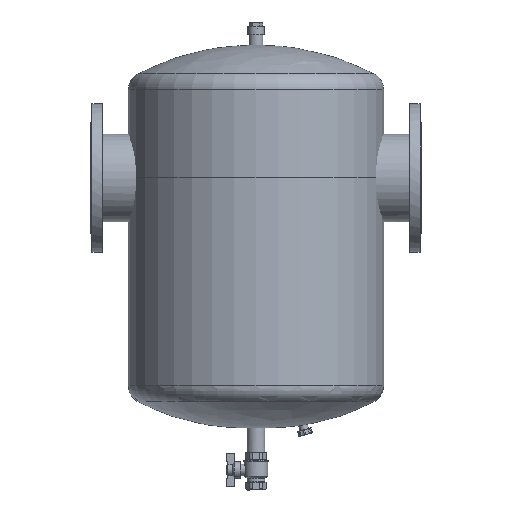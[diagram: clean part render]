
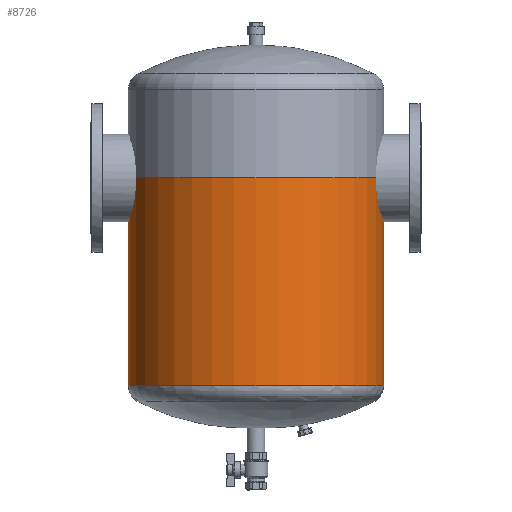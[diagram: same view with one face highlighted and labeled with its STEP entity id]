
A CAD part, front view. The second image highlights one B-rep face of the part: STEP entity #8726.
In plain terms, the highlighted cylindrical face has radius 245.5 mm (diameter 491 mm), a partial arc.
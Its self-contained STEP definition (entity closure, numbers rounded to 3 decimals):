
#8657=CARTESIAN_POINT('Vertex',(-245.5,0.,-399.415)) ;
#8664=CARTESIAN_POINT('Vertex',(245.5,0.,-399.415)) ;
#8684=CARTESIAN_POINT('Axis2P3D Location',(0.,0.,-399.415)) ;
#8696=CARTESIAN_POINT('Axis2P3D Location',(0.,0.,730.)) ;
#8701=CARTESIAN_POINT('Line Origine',(245.5,0.,730.)) ;
#8705=CARTESIAN_POINT('Vertex',(245.5,0.,0.)) ;
#8708=CARTESIAN_POINT('Axis2P3D Location',(0.,0.,0.)) ;
#8712=CARTESIAN_POINT('Vertex',(-245.5,0.,0.)) ;
#8715=CARTESIAN_POINT('Line Origine',(-245.5,0.,730.)) ;
#8703=VECTOR('Line Direction',#8702,1.) ;
#8717=VECTOR('Line Direction',#8716,1.) ;
#8685=DIRECTION('Axis2P3D Direction',(0.,0.,-1.)) ;
#8697=DIRECTION('Axis2P3D Direction',(0.,0.,-1.)) ;
#8698=DIRECTION('Axis2P3D XDirection',(0.,1.,0.)) ;
#8702=DIRECTION('Vector Direction',(0.,0.,-1.)) ;
#8709=DIRECTION('Axis2P3D Direction',(0.,0.,-1.)) ;
#8716=DIRECTION('Vector Direction',(0.,0.,-1.)) ;
#8686=AXIS2_PLACEMENT_3D('Circle Axis2P3D',#8684,#8685,$) ;
#8699=AXIS2_PLACEMENT_3D('Cylinder Axis2P3D',#8696,#8697,#8698) ;
#8710=AXIS2_PLACEMENT_3D('Circle Axis2P3D',#8708,#8709,$) ;
#8704=LINE('Line',#8701,#8703) ;
#8718=LINE('Line',#8715,#8717) ;
#8687=CIRCLE('generated circle',#8686,245.5) ;
#8711=CIRCLE('generated circle',#8710,245.5) ;
#8700=CYLINDRICAL_SURFACE('generated cylinder',#8699,245.5) ;
#8688=EDGE_CURVE('',#8665,#8658,#8687,.T.) ;
#8707=EDGE_CURVE('',#8665,#8706,#8704,.F.) ;
#8714=EDGE_CURVE('',#8706,#8713,#8711,.T.) ;
#8719=EDGE_CURVE('',#8713,#8658,#8718,.T.) ;
#8721=ORIENTED_EDGE('',*,*,#8707,.T.) ;
#8722=ORIENTED_EDGE('',*,*,#8714,.T.) ;
#8723=ORIENTED_EDGE('',*,*,#8719,.T.) ;
#8724=ORIENTED_EDGE('',*,*,#8688,.F.) ;
#8720=EDGE_LOOP('',(#8721,#8722,#8723,#8724)) ;
#8658=VERTEX_POINT('',#8657) ;
#8665=VERTEX_POINT('',#8664) ;
#8706=VERTEX_POINT('',#8705) ;
#8713=VERTEX_POINT('',#8712) ;
#8726=ADVANCED_FACE('dirtseparatorwithmagnet_calef_8.1\\PartBody',(#8725),#8700,.T.) ;
#8725=FACE_OUTER_BOUND('',#8720,.T.) ;
